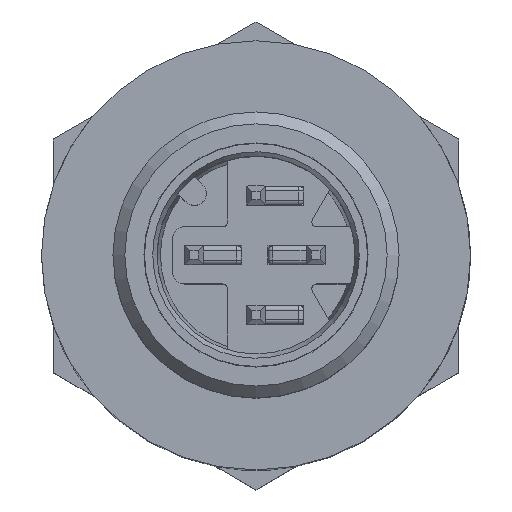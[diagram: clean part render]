
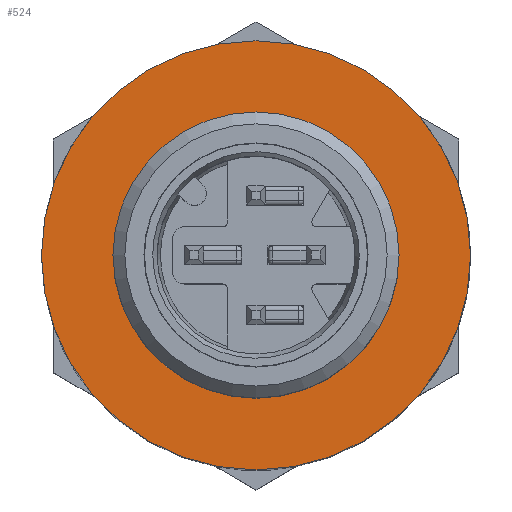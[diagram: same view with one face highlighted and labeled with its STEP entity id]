
A CAD part, top view. The second image highlights one B-rep face of the part: STEP entity #524.
In plain terms, the highlighted planar face has unit normal (0, 0, 1).
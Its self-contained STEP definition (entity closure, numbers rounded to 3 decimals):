
#524 = ADVANCED_FACE( '', ( #1350, #1351 ), #1352, .T. );
#1350 = FACE_OUTER_BOUND( '', #2512, .T. );
#1351 = FACE_BOUND( '', #2513, .T. );
#1352 = PLANE( '', #2514 );
#2512 = EDGE_LOOP( '', ( #4021 ) );
#2513 = EDGE_LOOP( '', ( #4022 ) );
#2514 = AXIS2_PLACEMENT_3D( '', #4023, #4024, #4025 );
#4021 = ORIENTED_EDGE( '', *, *, #7071, .T. );
#4022 = ORIENTED_EDGE( '', *, *, #7072, .F. );
#4023 = CARTESIAN_POINT( '', ( 5.5, 0., 16. ) );
#4024 = DIRECTION( '', ( 0., 0., 1. ) );
#4025 = DIRECTION( '', ( 1., 0., 0. ) );
#7071 = EDGE_CURVE( '', #8606, #8606, #8607, .T. );
#7072 = EDGE_CURVE( '', #8608, #8608, #8609, .T. );
#8606 = VERTEX_POINT( '', #10723 );
#8607 = CIRCLE( '', #10724, 9. );
#8608 = VERTEX_POINT( '', #10725 );
#8609 = CIRCLE( '', #10726, 5.5 );
#10723 = CARTESIAN_POINT( '', ( 9., 0., 16. ) );
#10724 = AXIS2_PLACEMENT_3D( '', #12940, #12941, #12942 );
#10725 = CARTESIAN_POINT( '', ( 5.5, 0., 16. ) );
#10726 = AXIS2_PLACEMENT_3D( '', #12943, #12944, #12945 );
#12940 = CARTESIAN_POINT( '', ( 0., 0., 16. ) );
#12941 = DIRECTION( '', ( 0., 0., 1. ) );
#12942 = DIRECTION( '', ( 1., 0., 0. ) );
#12943 = CARTESIAN_POINT( '', ( 0., 0., 16. ) );
#12944 = DIRECTION( '', ( 0., 0., 1. ) );
#12945 = DIRECTION( '', ( 1., 0., 0. ) );
